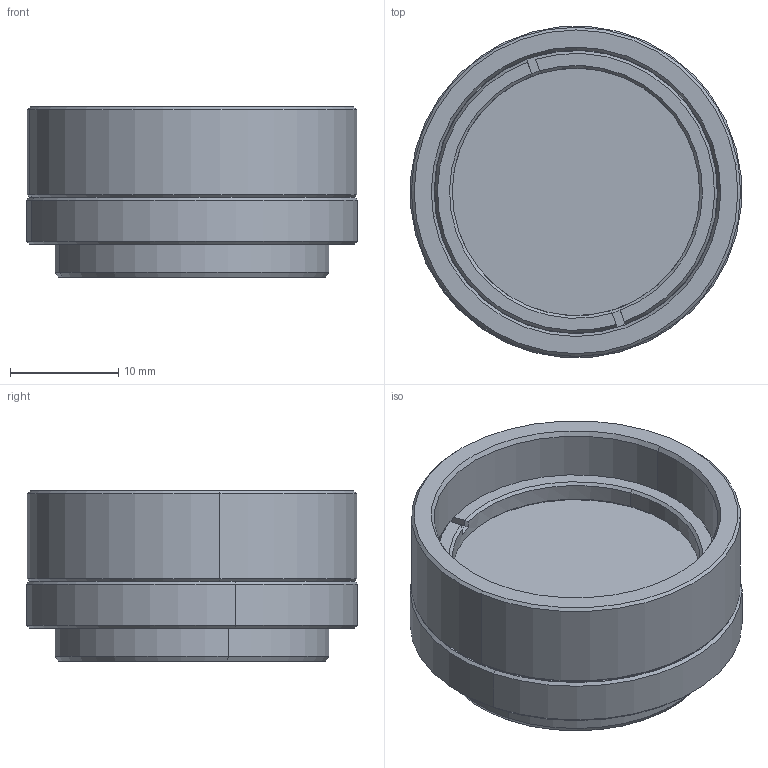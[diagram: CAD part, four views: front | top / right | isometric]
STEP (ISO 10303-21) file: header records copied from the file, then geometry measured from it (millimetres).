
FILE_DESCRIPTION (( 'STEP AP203' ), '1' );
FILE_NAME ('SK-9677 STEP FILE FILTER BEAMAGE.STEP', '2017-07-24T19:48:07', ( '' ), ( '' ), 'SwSTEP 2.0', 'SolidWorks 2016', '' );
FILE_SCHEMA (( 'CONFIG_CONTROL_DESIGN' ));
Length unit declared in the file: millimetre
Products named in the file (1): SK-9677 STEP FILE FILTER BEAMAGE
Bounding box: 30.63 x 30.63 x 15.75 mm (x, y, z)
Volume: 3794.1 mm3; surface area: 5468.5 mm2
Topology: 2 solids, 3 shells, 87 faces, 194 edges, 120 vertices
Faces by surface type: cone 34, cylinder 28, plane 25
Entity records: 2523 total; most frequent: CARTESIAN_POINT 462, DIRECTION 448, ORIENTED_EDGE 388, EDGE_CURVE 194, AXIS2_PLACEMENT_3D 186, VERTEX_POINT 120, EDGE_LOOP 98, CIRCLE 98
